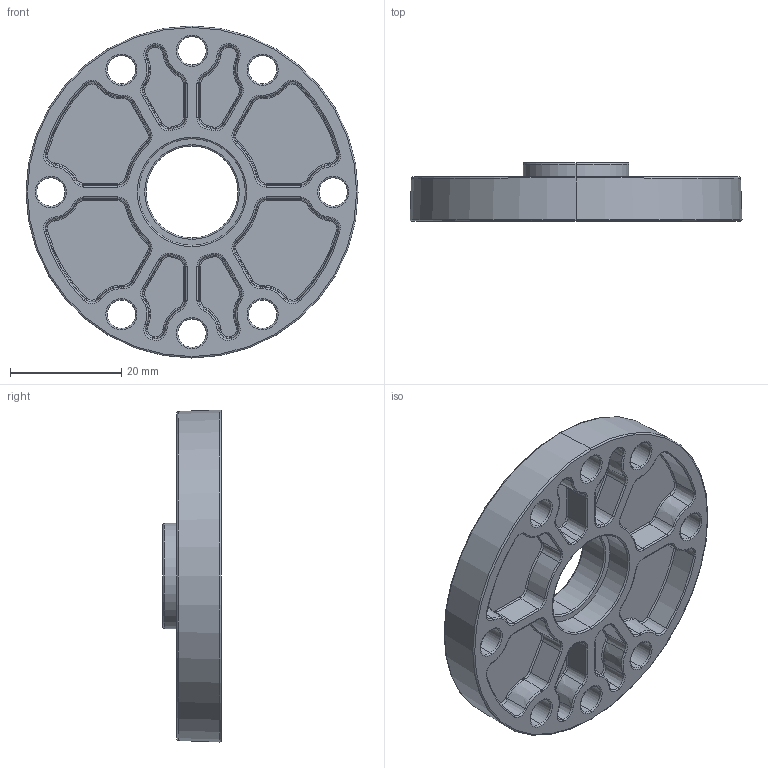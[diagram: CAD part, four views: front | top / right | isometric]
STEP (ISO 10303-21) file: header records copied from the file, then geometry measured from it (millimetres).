
FILE_DESCRIPTION (( 'STEP AP214' ), '1' );
FILE_NAME ('am-4765 CIM Style Motor Spacer.STEP', '2022-08-02T15:24:56', ( '' ), ( '' ), 'SwSTEP 2.0', 'SolidWorks 2022', '' );
FILE_SCHEMA (( 'AUTOMOTIVE_DESIGN' ));
Length unit declared in the file: inch
Products named in the file (1): am-4765 CIM Style Motor Spacer
Bounding box: 59.72 x 10.48 x 59.72 mm (x, y, z)
Volume: 12902.6 mm3; surface area: 9622.1 mm2
Topology: 1 solids, 1 shells, 398 faces, 906 edges, 520 vertices
Faces by surface type: torus 224, cone 92, cylinder 54, plane 28
Entity records: 11382 total; most frequent: DIRECTION 2416, CARTESIAN_POINT 1825, ORIENTED_EDGE 1812, AXIS2_PLACEMENT_3D 1111, EDGE_CURVE 906, CIRCLE 712, VERTEX_POINT 520, EDGE_LOOP 426
